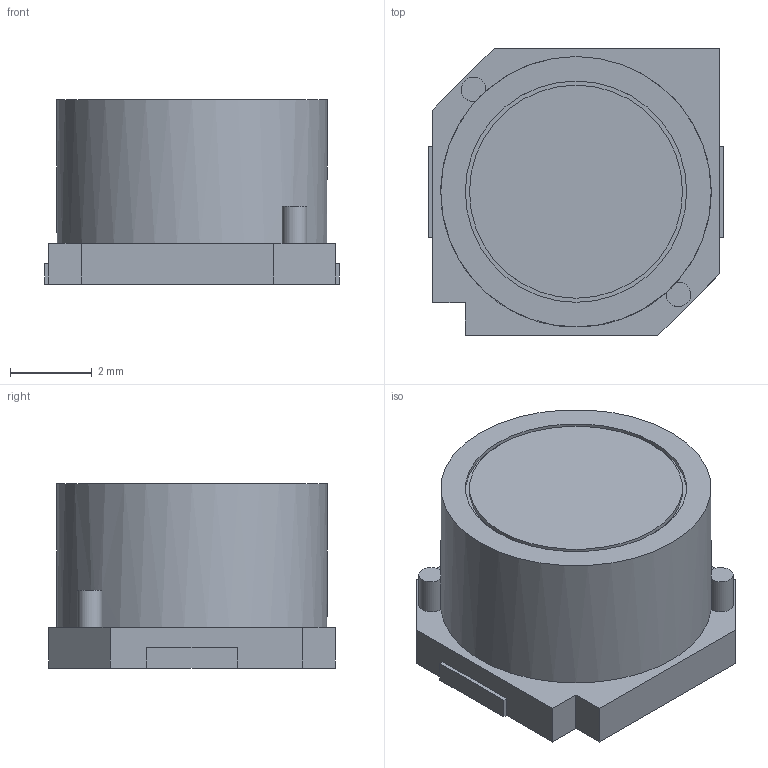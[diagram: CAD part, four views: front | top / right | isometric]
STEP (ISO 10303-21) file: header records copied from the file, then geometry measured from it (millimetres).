
FILE_DESCRIPTION(('FreeCAD Model'),'2;1');
FILE_NAME('L_SMD_Ferrite_X7mm_Y7mm_H4.5mm.step','2021-02-10T23:40:04',( 'kicad StepUp'),('ksu MCAD'),'Open CASCADE STEP processor 7.3', 'FreeCAD','Unknown');
FILE_SCHEMA(('AUTOMOTIVE_DESIGN { 1 0 10303 214 1 1 1 1 }'));
Length unit declared in the file: millimetre
Products named in the file (1): L_SMD_Ferrite_X7mm_Y7mm_H4.5mm
Bounding box: 7.2 x 7 x 4.5 mm (x, y, z)
Volume: 166.4 mm3; surface area: 197.5 mm2
Topology: 1 solids, 1 shells, 32 faces, 77 edges, 50 vertices
Faces by surface type: plane 25, cylinder 7
Full cylindrical faces by diameter (mm): 5.2 x1, 5.4 x1, 6.6 x1
Entity records: 1164 total; most frequent: DIRECTION 161, CARTESIAN_POINT 160, ORIENTED_EDGE 154, EDGE_CURVE 77, LINE 59, VECTOR 59, AXIS2_PLACEMENT_3D 51, VERTEX_POINT 50
